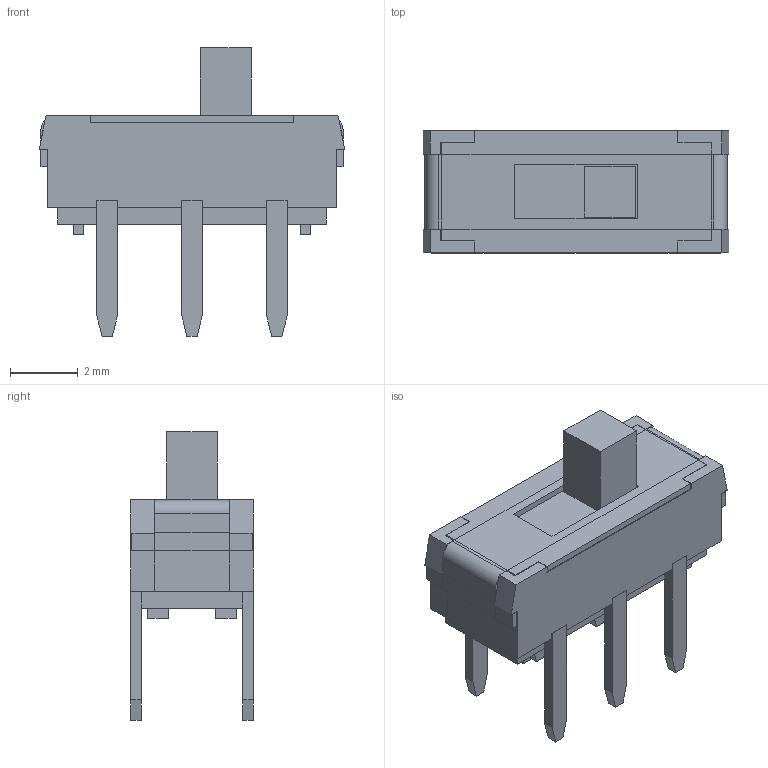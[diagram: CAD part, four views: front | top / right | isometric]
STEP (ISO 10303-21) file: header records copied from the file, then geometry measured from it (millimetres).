
FILE_DESCRIPTION(('FreeCAD Model'),'2;1');
FILE_NAME('SW_CuK_JS202011CQN_DPDT_Straight.step','2017-06-08T17:09:43',( 'kicad StepUp'),('ksu MCAD'),'Open CASCADE STEP processor 6.8', 'FreeCAD','Unknown');
FILE_SCHEMA(('AUTOMOTIVE_DESIGN_CC2 { 1 2 10303 214 -1 1 5 4 }'));
Length unit declared in the file: millimetre
Products named in the file (1): SW_CuK_JS202011CQN_DPDT_Straight
Bounding box: 9 x 3.61 x 8.5 mm (x, y, z)
Volume: 104.2 mm3; surface area: 194.4 mm2
Topology: 1 solids, 1 shells, 178 faces, 480 edges, 310 vertices
Faces by surface type: plane 176, cylinder 2
Entity records: 6695 total; most frequent: CARTESIAN_POINT 969, ORIENTED_EDGE 960, DIRECTION 850, EDGE_CURVE 480, LINE 468, VECTOR 468, VERTEX_POINT 310, AXIS2_PLACEMENT_3D 191
